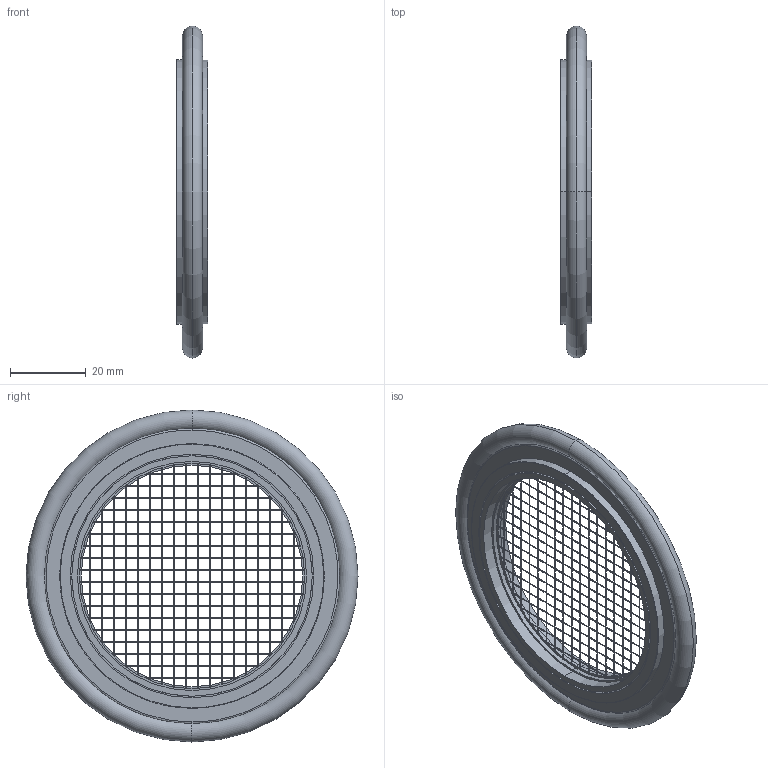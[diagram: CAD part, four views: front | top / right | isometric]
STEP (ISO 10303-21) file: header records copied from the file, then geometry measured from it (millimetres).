
FILE_DESCRIPTION (( 'STEP AP214' ), '1' );
FILE_NAME ('322ZRD063.stp', '2017-04-20T12:32:30', ( '' ), ( '' ), 'SwSTEP 2.0', 'SolidWorks 2015', '' );
FILE_SCHEMA (( 'AUTOMOTIVE_DESIGN' ));
Length unit declared in the file: millimetre
Products named in the file (1): 322ZRD063
Bounding box: 8.26 x 87.66 x 87.66 mm (x, y, z)
Volume: 16974.6 mm3; surface area: 16995.8 mm2
Topology: 4 solids, 4 shells, 1396 faces, 4374 edges, 2910 vertices
Faces by surface type: plane 1356, cylinder 20, bspline 16, torus 4
Entity records: 64961 total; most frequent: CARTESIAN_POINT 9171, ORIENTED_EDGE 8748, DIRECTION 7358, EDGE_CURVE 4374, VECTOR 4132, LINE 4132, VERTEX_POINT 2910, EDGE_LOOP 2040
